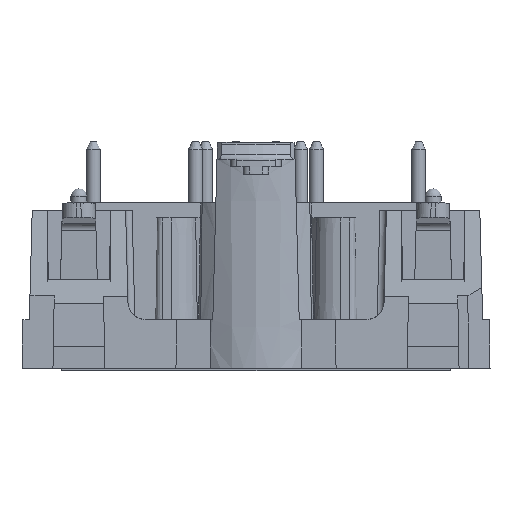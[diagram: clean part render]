
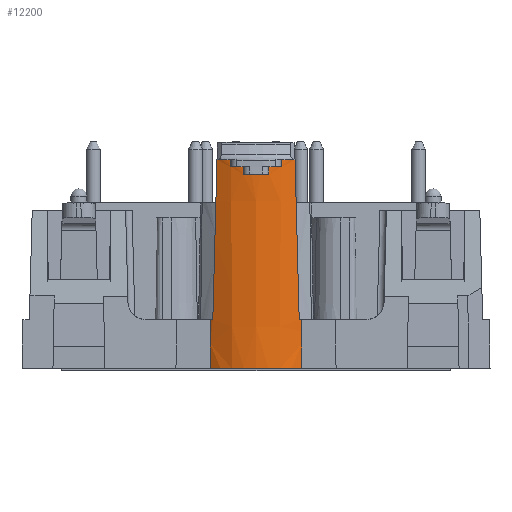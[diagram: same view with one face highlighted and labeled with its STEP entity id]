
A CAD part, left-side view. The second image highlights one B-rep face of the part: STEP entity #12200.
In plain terms, the highlighted conical face has half-angle 0.516 degrees and reference radius 5.5 mm.
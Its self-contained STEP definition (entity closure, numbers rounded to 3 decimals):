
#31=ELLIPSE('',#16699,283.039,6.957);
#36=ELLIPSE('',#16705,283.039,6.957);
#86=ELLIPSE('',#16974,248.172,3.71);
#87=ELLIPSE('',#16977,248.172,3.71);
#215=CONICAL_SURFACE('',#16975,5.5,0.009);
#328=CIRCLE('',#16707,5.6);
#329=CIRCLE('',#16710,5.595);
#330=CIRCLE('',#16713,5.591);
#331=CIRCLE('',#16716,5.595);
#332=CIRCLE('',#16719,5.6);
#382=CIRCLE('',#16880,5.5);
#384=CIRCLE('',#16883,5.5);
#417=CIRCLE('',#16976,5.469);
#847=B_SPLINE_CURVE_WITH_KNOTS('',3,(#24084,#24085,#24086,#24087),
 .UNSPECIFIED.,.F.,.F.,(4,4),(0.002,0.002),
 .UNSPECIFIED.);
#848=B_SPLINE_CURVE_WITH_KNOTS('',3,(#24095,#24096,#24097,#24098),
 .UNSPECIFIED.,.F.,.F.,(4,4),(0.002,0.003),
 .UNSPECIFIED.);
#849=B_SPLINE_CURVE_WITH_KNOTS('',3,(#24106,#24107,#24108,#24109),
 .UNSPECIFIED.,.F.,.F.,(4,4),(0.002,0.002),
 .UNSPECIFIED.);
#850=B_SPLINE_CURVE_WITH_KNOTS('',3,(#24117,#24118,#24119,#24120),
 .UNSPECIFIED.,.F.,.F.,(4,4),(0.002,0.002),
 .UNSPECIFIED.);
#2617=ORIENTED_EDGE('',*,*,#5135,.T.);
#2618=ORIENTED_EDGE('',*,*,#5133,.T.);
#2619=ORIENTED_EDGE('',*,*,#5131,.T.);
#2620=ORIENTED_EDGE('',*,*,#5129,.T.);
#2621=ORIENTED_EDGE('',*,*,#5127,.T.);
#2622=ORIENTED_EDGE('',*,*,#5125,.T.);
#2623=ORIENTED_EDGE('',*,*,#5123,.T.);
#2624=ORIENTED_EDGE('',*,*,#5121,.T.);
#2625=ORIENTED_EDGE('',*,*,#5119,.T.);
#2626=ORIENTED_EDGE('',*,*,#5117,.F.);
#2627=ORIENTED_EDGE('',*,*,#5301,.T.);
#2628=ORIENTED_EDGE('',*,*,#5409,.T.);
#2629=ORIENTED_EDGE('',*,*,#5411,.F.);
#2630=ORIENTED_EDGE('',*,*,#5412,.F.);
#2631=ORIENTED_EDGE('',*,*,#5304,.T.);
#2632=ORIENTED_EDGE('',*,*,#5112,.F.);
#5112=EDGE_CURVE('',#6705,#6706,#31,.F.);
#5117=EDGE_CURVE('',#6707,#6708,#36,.F.);
#5119=EDGE_CURVE('',#6709,#6708,#328,.T.);
#5121=EDGE_CURVE('',#6710,#6709,#847,.T.);
#5123=EDGE_CURVE('',#6711,#6710,#329,.T.);
#5125=EDGE_CURVE('',#6712,#6711,#848,.T.);
#5127=EDGE_CURVE('',#6713,#6712,#330,.T.);
#5129=EDGE_CURVE('',#6714,#6713,#849,.T.);
#5131=EDGE_CURVE('',#6715,#6714,#331,.T.);
#5133=EDGE_CURVE('',#6716,#6715,#850,.T.);
#5135=EDGE_CURVE('',#6705,#6716,#332,.T.);
#5301=EDGE_CURVE('',#6707,#6830,#382,.T.);
#5304=EDGE_CURVE('',#6832,#6706,#384,.T.);
#5409=EDGE_CURVE('',#6830,#6890,#86,.F.);
#5411=EDGE_CURVE('',#6891,#6890,#417,.T.);
#5412=EDGE_CURVE('',#6832,#6891,#87,.T.);
#6705=VERTEX_POINT('',#24067);
#6706=VERTEX_POINT('',#24069);
#6707=VERTEX_POINT('',#24075);
#6708=VERTEX_POINT('',#24077);
#6709=VERTEX_POINT('',#24081);
#6710=VERTEX_POINT('',#24088);
#6711=VERTEX_POINT('',#24092);
#6712=VERTEX_POINT('',#24099);
#6713=VERTEX_POINT('',#24103);
#6714=VERTEX_POINT('',#24110);
#6715=VERTEX_POINT('',#24114);
#6716=VERTEX_POINT('',#24121);
#6830=VERTEX_POINT('',#24495);
#6832=VERTEX_POINT('',#24500);
#6890=VERTEX_POINT('',#24710);
#6891=VERTEX_POINT('',#24715);
#10084=EDGE_LOOP('',(#2617,#2618,#2619,#2620,#2621,#2622,#2623,#2624,#2625,
#2626,#2627,#2628,#2629,#2630,#2631,#2632));
#10942=FACE_BOUND('',#10084,.T.);
#12200=ADVANCED_FACE('',(#10942),#215,.T.);
#16699=AXIS2_PLACEMENT_3D('',#24068,#18389,#18390);
#16705=AXIS2_PLACEMENT_3D('',#24076,#18401,#18402);
#16707=AXIS2_PLACEMENT_3D('',#24080,#18406,#18407);
#16710=AXIS2_PLACEMENT_3D('',#24091,#18414,#18415);
#16713=AXIS2_PLACEMENT_3D('',#24102,#18422,#18423);
#16716=AXIS2_PLACEMENT_3D('',#24113,#18430,#18431);
#16719=AXIS2_PLACEMENT_3D('',#24124,#18438,#18439);
#16880=AXIS2_PLACEMENT_3D('',#24496,#18833,#18834);
#16883=AXIS2_PLACEMENT_3D('',#24502,#18840,#18841);
#16974=AXIS2_PLACEMENT_3D('',#24711,#19082,#19083);
#16975=AXIS2_PLACEMENT_3D('',#24713,#19085,#19086);
#16976=AXIS2_PLACEMENT_3D('',#24714,#19087,#19088);
#16977=AXIS2_PLACEMENT_3D('',#24716,#19089,#19090);
#18389=DIRECTION('',(0.,1.,-0.026));
#18390=DIRECTION('',(0.,0.026,1.));
#18401=DIRECTION('',(0.,-1.,-0.026));
#18402=DIRECTION('',(0.,-0.026,1.));
#18406=DIRECTION('',(0.,0.,-1.));
#18407=DIRECTION('',(-1.,0.,0.));
#18414=DIRECTION('',(0.,0.,-1.));
#18415=DIRECTION('',(-1.,0.,0.));
#18422=DIRECTION('',(0.,0.,-1.));
#18423=DIRECTION('',(-1.,0.,0.));
#18430=DIRECTION('',(0.,0.,-1.));
#18431=DIRECTION('',(-1.,0.,0.));
#18438=DIRECTION('',(0.,0.,-1.));
#18439=DIRECTION('',(-1.,0.,0.));
#18833=DIRECTION('',(0.,0.,-1.));
#18834=DIRECTION('',(-1.,0.,0.));
#18840=DIRECTION('',(0.,0.,-1.));
#18841=DIRECTION('',(-1.,0.,0.));
#19082=DIRECTION('',(1.,0.,0.017));
#19083=DIRECTION('',(-0.017,0.,1.));
#19085=DIRECTION('',(0.,0.,1.));
#19086=DIRECTION('',(-1.,0.,0.));
#19087=DIRECTION('',(0.,0.,-1.));
#19088=DIRECTION('',(-1.,0.,0.));
#19089=DIRECTION('',(1.,0.,0.017));
#19090=DIRECTION('',(-0.017,0.,1.));
#24067=CARTESIAN_POINT('',(-32.401,-2.709,14.5));
#24068=CARTESIAN_POINT('',(-27.5,2.549,215.309));
#24069=CARTESIAN_POINT('',(-32.11,-3.,3.4));
#24075=CARTESIAN_POINT('',(-32.11,3.,3.4));
#24076=CARTESIAN_POINT('',(-27.5,-2.549,215.309));
#24077=CARTESIAN_POINT('',(-32.401,2.709,14.5));
#24080=CARTESIAN_POINT('',(-27.5,0.,14.5));
#24081=CARTESIAN_POINT('',(-32.82,1.75,14.5));
#24084=CARTESIAN_POINT('',(-32.815,1.75,14.));
#24085=CARTESIAN_POINT('',(-32.816,1.75,14.167));
#24086=CARTESIAN_POINT('',(-32.818,1.75,14.333));
#24087=CARTESIAN_POINT('',(-32.82,1.75,14.5));
#24088=CARTESIAN_POINT('',(-32.815,1.75,14.));
#24091=CARTESIAN_POINT('',(-27.5,0.,14.));
#24092=CARTESIAN_POINT('',(-33.023,0.9,14.));
#24095=CARTESIAN_POINT('',(-33.018,0.9,13.5));
#24096=CARTESIAN_POINT('',(-33.02,0.9,13.667));
#24097=CARTESIAN_POINT('',(-33.021,0.9,13.833));
#24098=CARTESIAN_POINT('',(-33.023,0.9,14.));
#24099=CARTESIAN_POINT('',(-33.018,0.9,13.5));
#24102=CARTESIAN_POINT('',(-27.5,0.,13.5));
#24103=CARTESIAN_POINT('',(-33.018,-0.9,13.5));
#24106=CARTESIAN_POINT('',(-33.023,-0.9,14.));
#24107=CARTESIAN_POINT('',(-33.021,-0.9,13.833));
#24108=CARTESIAN_POINT('',(-33.02,-0.9,13.667));
#24109=CARTESIAN_POINT('',(-33.018,-0.9,13.5));
#24110=CARTESIAN_POINT('',(-33.023,-0.9,14.));
#24113=CARTESIAN_POINT('',(-27.5,0.,14.));
#24114=CARTESIAN_POINT('',(-32.815,-1.75,14.));
#24117=CARTESIAN_POINT('',(-32.82,-1.75,14.5));
#24118=CARTESIAN_POINT('',(-32.818,-1.75,14.333));
#24119=CARTESIAN_POINT('',(-32.816,-1.75,14.167));
#24120=CARTESIAN_POINT('',(-32.815,-1.75,14.));
#24121=CARTESIAN_POINT('',(-32.82,-1.75,14.5));
#24124=CARTESIAN_POINT('',(-27.5,0.,14.5));
#24495=CARTESIAN_POINT('',(-32.,3.162,3.4));
#24496=CARTESIAN_POINT('',(-27.5,0.,3.4));
#24500=CARTESIAN_POINT('',(-32.,-3.162,3.4));
#24502=CARTESIAN_POINT('',(-27.5,0.,3.4));
#24710=CARTESIAN_POINT('',(-31.941,3.193,0.));
#24711=CARTESIAN_POINT('',(-29.735,0.,-126.336));
#24713=CARTESIAN_POINT('',(-27.5,0.,3.4));
#24714=CARTESIAN_POINT('',(-27.5,0.,0.));
#24715=CARTESIAN_POINT('',(-31.941,-3.193,0.));
#24716=CARTESIAN_POINT('',(-29.735,0.,-126.336));
